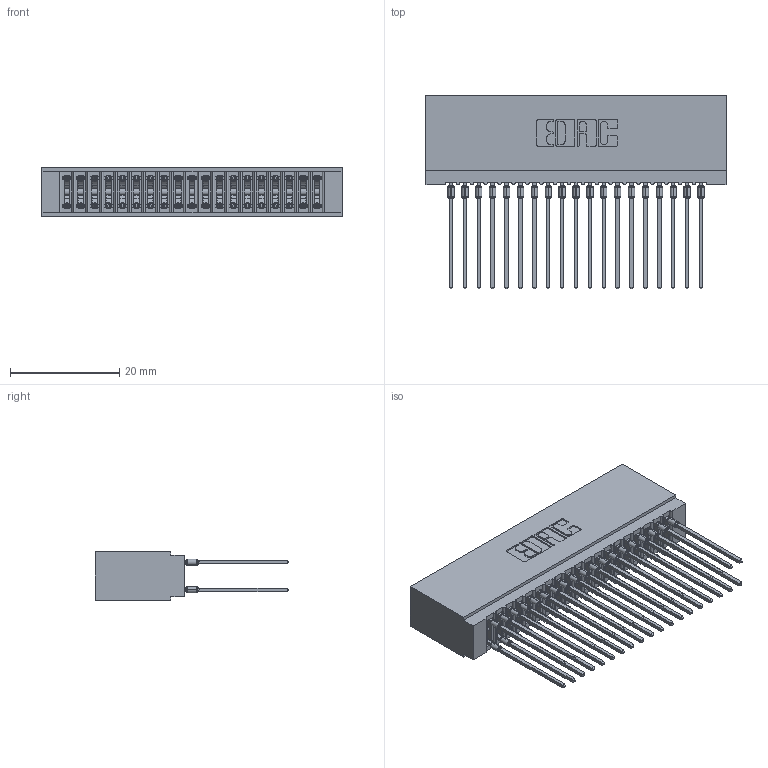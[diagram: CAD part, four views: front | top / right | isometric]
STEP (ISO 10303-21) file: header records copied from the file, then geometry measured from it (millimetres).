
FILE_DESCRIPTION (( 'STEP AP203' ), '1' );
FILE_NAME ('745-038-541-201.STEP', '2026-02-26T17:27:14', ( '' ), ( '' ), 'SwSTEP 2.0', 'SolidWorks 2023', '' );
FILE_SCHEMA (( 'CONFIG_CONTROL_DESIGN' ));
Length unit declared in the file: millimetre
Products named in the file (3): 745 Part_Insulator Option - 01; 745-038-541-201; 745-292-001_541
Assembly tree (39 placements, depth 2):
  745-038-541-201
    745 Part_Insulator Option - 01
    745-292-001_541  x38
Bounding box: 54.86 x 35.45 x 8.89 mm (x, y, z)
Volume: 5266.6 mm3; surface area: 10927.6 mm2
Topology: 39 solids, 39 shells, 3496 faces, 9397 edges, 5910 vertices
Faces by surface type: plane 1803, bspline 760, cylinder 705, torus 228
Entity records: 35127 total; most frequent: CARTESIAN_POINT 6603, ORIENTED_EDGE 5992, DIRECTION 5254, EDGE_CURVE 2996, LINE 2700, VECTOR 2700, VERTEX_POINT 1914, AXIS2_PLACEMENT_3D 1277
